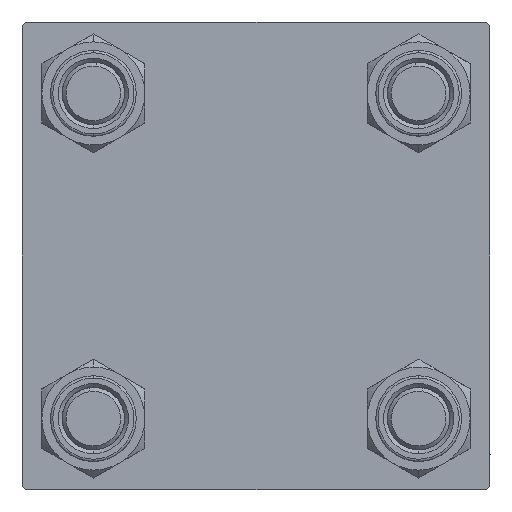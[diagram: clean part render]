
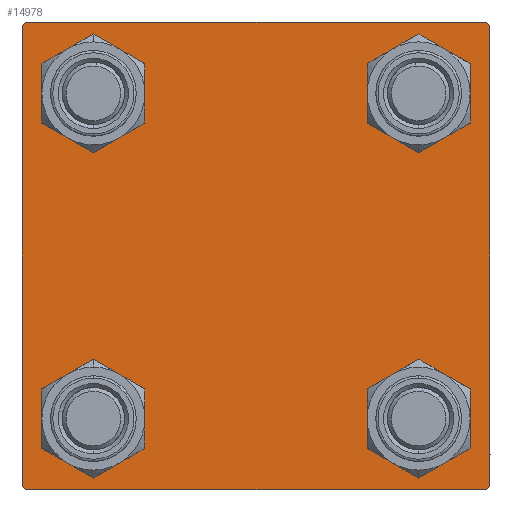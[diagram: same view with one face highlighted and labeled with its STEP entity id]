
A CAD part, left-side view. The second image highlights one B-rep face of the part: STEP entity #14978.
In plain terms, the highlighted planar face has unit normal (-1, 0, 0).
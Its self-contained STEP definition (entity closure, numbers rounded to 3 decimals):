
#377 = AXIS2_PLACEMENT_3D ( 'NONE', #37532, #34218, #14445 ) ;
#1414 = EDGE_LOOP ( 'NONE', ( #27362, #19089 ) ) ;
#1834 = EDGE_CURVE ( 'NONE', #11912, #5897, #46257, .T. ) ;
#2084 = VECTOR ( 'NONE', #6253, 1000. ) ;
#2155 = DIRECTION ( 'NONE',  ( 0., 0.707, 0.707 ) ) ;
#2404 = LINE ( 'NONE', #44313, #30077 ) ;
#2703 = DIRECTION ( 'NONE',  ( 1., 0., 0. ) ) ;
#2800 = EDGE_CURVE ( 'NONE', #11933, #34692, #2404, .T. ) ;
#2855 = DIRECTION ( 'NONE',  ( 0., 0., 1. ) ) ;
#2868 = CARTESIAN_POINT ( 'NONE',  ( 0., -20.85, 25.35 ) ) ;
#3872 = DIRECTION ( 'NONE',  ( 0., -0.707, 0.707 ) ) ;
#4394 = EDGE_CURVE ( 'NONE', #14911, #20452, #12289, .T. ) ;
#4669 = LINE ( 'NONE', #32581, #46809 ) ;
#4719 = ORIENTED_EDGE ( 'NONE', *, *, #37540, .T. ) ;
#4901 = ORIENTED_EDGE ( 'NONE', *, *, #32525, .T. ) ;
#5075 = AXIS2_PLACEMENT_3D ( 'NONE', #15669, #35181, #23263 ) ;
#5142 = ORIENTED_EDGE ( 'NONE', *, *, #27975, .T. ) ;
#5897 = VERTEX_POINT ( 'NONE', #30921 ) ;
#6253 = DIRECTION ( 'NONE',  ( 0., 0., -1. ) ) ;
#6412 = CIRCLE ( 'NONE', #19407, 4.5 ) ;
#6623 = VECTOR ( 'NONE', #3872, 1000. ) ;
#6877 = DIRECTION ( 'NONE',  ( 0., 0., 1. ) ) ;
#7111 = ORIENTED_EDGE ( 'NONE', *, *, #19341, .T. ) ;
#7205 = CARTESIAN_POINT ( 'NONE',  ( 0., 0., 0. ) ) ;
#7300 = VERTEX_POINT ( 'NONE', #35818 ) ;
#7419 = CARTESIAN_POINT ( 'NONE',  ( 0., -20.85, 20.85 ) ) ;
#8327 = CIRCLE ( 'NONE', #5075, 4.5 ) ;
#8551 = EDGE_CURVE ( 'NONE', #10797, #37380, #29024, .T. ) ;
#9298 = CIRCLE ( 'NONE', #377, 4.5 ) ;
#9565 = LINE ( 'NONE', #17699, #2084 ) ;
#10234 = EDGE_LOOP ( 'NONE', ( #31838, #40322 ) ) ;
#10420 = CARTESIAN_POINT ( 'NONE',  ( 0., 20.85, -25.35 ) ) ;
#10739 = CARTESIAN_POINT ( 'NONE',  ( 0., -20.85, -16.35 ) ) ;
#10771 = EDGE_CURVE ( 'NONE', #37380, #10797, #6412, .T. ) ;
#10797 = VERTEX_POINT ( 'NONE', #15564 ) ;
#11297 = EDGE_LOOP ( 'NONE', ( #4719, #5142 ) ) ;
#11304 = AXIS2_PLACEMENT_3D ( 'NONE', #7205, #30539, #18884 ) ;
#11899 = VERTEX_POINT ( 'NONE', #10739 ) ;
#11912 = VERTEX_POINT ( 'NONE', #2868 ) ;
#11933 = VERTEX_POINT ( 'NONE', #38654 ) ;
#12289 = CIRCLE ( 'NONE', #15531, 4.5 ) ;
#12516 = VERTEX_POINT ( 'NONE', #31476 ) ;
#12528 = ORIENTED_EDGE ( 'NONE', *, *, #2800, .T. ) ;
#12532 = DIRECTION ( 'NONE',  ( 0., -1., 0. ) ) ;
#13542 = LINE ( 'NONE', #44258, #44164 ) ;
#14001 = VERTEX_POINT ( 'NONE', #28307 ) ;
#14172 = ORIENTED_EDGE ( 'NONE', *, *, #46671, .F. ) ;
#14445 = DIRECTION ( 'NONE',  ( 0., 0., 1. ) ) ;
#14911 = VERTEX_POINT ( 'NONE', #29048 ) ;
#14978 = ADVANCED_FACE ( 'NONE', ( #38662, #30046, #38414, #50096, #41983 ), #49595, .T. ) ;
#15531 = AXIS2_PLACEMENT_3D ( 'NONE', #22116, #23117, #6877 ) ;
#15564 = CARTESIAN_POINT ( 'NONE',  ( 0., 20.85, 16.35 ) ) ;
#15669 = CARTESIAN_POINT ( 'NONE',  ( 0., -20.85, -20.85 ) ) ;
#16881 = DIRECTION ( 'NONE',  ( 0., -1., 0. ) ) ;
#17173 = EDGE_CURVE ( 'NONE', #5897, #11912, #50259, .T. ) ;
#17397 = EDGE_CURVE ( 'NONE', #12516, #36867, #31036, .T. ) ;
#17699 = CARTESIAN_POINT ( 'NONE',  ( 0., -30., 30. ) ) ;
#18884 = DIRECTION ( 'NONE',  ( 0., 0., 1. ) ) ;
#18961 = LINE ( 'NONE', #46117, #20340 ) ;
#19089 = ORIENTED_EDGE ( 'NONE', *, *, #17173, .T. ) ;
#19133 = CARTESIAN_POINT ( 'NONE',  ( 0., -29.75, -29.75 ) ) ;
#19341 = EDGE_CURVE ( 'NONE', #30443, #7300, #18961, .T. ) ;
#19407 = AXIS2_PLACEMENT_3D ( 'NONE', #33829, #49329, #2855 ) ;
#19461 = DIRECTION ( 'NONE',  ( 0., -0.707, -0.707 ) ) ;
#20340 = VECTOR ( 'NONE', #19461, 1000. ) ;
#20452 = VERTEX_POINT ( 'NONE', #10420 ) ;
#20484 = CARTESIAN_POINT ( 'NONE',  ( 0., 30., -29.5 ) ) ;
#20618 = ORIENTED_EDGE ( 'NONE', *, *, #17397, .T. ) ;
#20870 = EDGE_CURVE ( 'NONE', #20452, #14911, #34990, .T. ) ;
#21463 = EDGE_CURVE ( 'NONE', #32363, #14001, #50093, .T. ) ;
#21553 = CARTESIAN_POINT ( 'NONE',  ( 0., 20.85, 20.85 ) ) ;
#22116 = CARTESIAN_POINT ( 'NONE',  ( 0., 20.85, -20.85 ) ) ;
#22389 = CARTESIAN_POINT ( 'NONE',  ( 0., 20.85, 25.35 ) ) ;
#23117 = DIRECTION ( 'NONE',  ( 1., 0., 0. ) ) ;
#23263 = DIRECTION ( 'NONE',  ( 0., 0., 1. ) ) ;
#23345 = AXIS2_PLACEMENT_3D ( 'NONE', #21553, #49204, #30158 ) ;
#23904 = VERTEX_POINT ( 'NONE', #31105 ) ;
#24340 = CARTESIAN_POINT ( 'NONE',  ( 0., -29.5, 30. ) ) ;
#25053 = CARTESIAN_POINT ( 'NONE',  ( 0., 30., 30. ) ) ;
#26199 = DIRECTION ( 'NONE',  ( 1., 0., 0. ) ) ;
#27362 = ORIENTED_EDGE ( 'NONE', *, *, #1834, .T. ) ;
#27975 = EDGE_CURVE ( 'NONE', #23904, #11899, #8327, .T. ) ;
#28307 = CARTESIAN_POINT ( 'NONE',  ( 0., -30., -29.5 ) ) ;
#29024 = CIRCLE ( 'NONE', #23345, 4.5 ) ;
#29048 = CARTESIAN_POINT ( 'NONE',  ( 0., 20.85, -16.35 ) ) ;
#29432 = CARTESIAN_POINT ( 'NONE',  ( 0., 30., 29.5 ) ) ;
#30046 = FACE_BOUND ( 'NONE', #11297, .T. ) ;
#30077 = VECTOR ( 'NONE', #2155, 1000. ) ;
#30158 = DIRECTION ( 'NONE',  ( 0., 0., 1. ) ) ;
#30443 = VERTEX_POINT ( 'NONE', #20484 ) ;
#30539 = DIRECTION ( 'NONE',  ( -1., 0., 0. ) ) ;
#30558 = VECTOR ( 'NONE', #44344, 1000. ) ;
#30789 = CARTESIAN_POINT ( 'NONE',  ( 0., 29.75, 29.75 ) ) ;
#30921 = CARTESIAN_POINT ( 'NONE',  ( 0., -20.85, 16.35 ) ) ;
#31036 = LINE ( 'NONE', #30789, #40519 ) ;
#31105 = CARTESIAN_POINT ( 'NONE',  ( 0., -20.85, -25.35 ) ) ;
#31401 = DIRECTION ( 'NONE',  ( 0., 0., 1. ) ) ;
#31476 = CARTESIAN_POINT ( 'NONE',  ( 0., 29.5, 30. ) ) ;
#31838 = ORIENTED_EDGE ( 'NONE', *, *, #10771, .T. ) ;
#32363 = VERTEX_POINT ( 'NONE', #34879 ) ;
#32437 = ORIENTED_EDGE ( 'NONE', *, *, #38933, .F. ) ;
#32525 = EDGE_CURVE ( 'NONE', #7300, #32363, #13542, .T. ) ;
#32581 = CARTESIAN_POINT ( 'NONE',  ( 0., 30., 30. ) ) ;
#33155 = LINE ( 'NONE', #25053, #30558 ) ;
#33674 = CARTESIAN_POINT ( 'NONE',  ( 0., -20.85, 20.85 ) ) ;
#33829 = CARTESIAN_POINT ( 'NONE',  ( 0., 20.85, 20.85 ) ) ;
#34218 = DIRECTION ( 'NONE',  ( 1., 0., 0. ) ) ;
#34358 = ORIENTED_EDGE ( 'NONE', *, *, #21463, .T. ) ;
#34422 = DIRECTION ( 'NONE',  ( 0., 0., 1. ) ) ;
#34692 = VERTEX_POINT ( 'NONE', #24340 ) ;
#34879 = CARTESIAN_POINT ( 'NONE',  ( 0., -29.5, -30. ) ) ;
#34990 = CIRCLE ( 'NONE', #38222, 4.5 ) ;
#35181 = DIRECTION ( 'NONE',  ( 1., 0., 0. ) ) ;
#35818 = CARTESIAN_POINT ( 'NONE',  ( 0., 29.5, -30. ) ) ;
#35850 = ORIENTED_EDGE ( 'NONE', *, *, #4394, .T. ) ;
#36867 = VERTEX_POINT ( 'NONE', #29432 ) ;
#37380 = VERTEX_POINT ( 'NONE', #22389 ) ;
#37532 = CARTESIAN_POINT ( 'NONE',  ( 0., -20.85, -20.85 ) ) ;
#37540 = EDGE_CURVE ( 'NONE', #11899, #23904, #9298, .T. ) ;
#38207 = ORIENTED_EDGE ( 'NONE', *, *, #20870, .T. ) ;
#38222 = AXIS2_PLACEMENT_3D ( 'NONE', #46156, #50207, #31401 ) ;
#38414 = FACE_BOUND ( 'NONE', #49596, .T. ) ;
#38654 = CARTESIAN_POINT ( 'NONE',  ( 0., -30., 29.5 ) ) ;
#38662 = FACE_BOUND ( 'NONE', #1414, .T. ) ;
#38933 = EDGE_CURVE ( 'NONE', #11933, #14001, #9565, .T. ) ;
#38961 = AXIS2_PLACEMENT_3D ( 'NONE', #33674, #2703, #34422 ) ;
#40322 = ORIENTED_EDGE ( 'NONE', *, *, #8551, .T. ) ;
#40519 = VECTOR ( 'NONE', #47293, 1000. ) ;
#41983 = FACE_OUTER_BOUND ( 'NONE', #42563, .T. ) ;
#42441 = DIRECTION ( 'NONE',  ( 0., 0., 1. ) ) ;
#42563 = EDGE_LOOP ( 'NONE', ( #46453, #7111, #4901, #34358, #32437, #12528, #14172, #20618 ) ) ;
#44164 = VECTOR ( 'NONE', #12532, 1000. ) ;
#44258 = CARTESIAN_POINT ( 'NONE',  ( 0., 30., -30. ) ) ;
#44313 = CARTESIAN_POINT ( 'NONE',  ( 0., -29.75, 29.75 ) ) ;
#44344 = DIRECTION ( 'NONE',  ( 0., 0., -1. ) ) ;
#46117 = CARTESIAN_POINT ( 'NONE',  ( 0., 29.75, -29.75 ) ) ;
#46156 = CARTESIAN_POINT ( 'NONE',  ( 0., 20.85, -20.85 ) ) ;
#46257 = CIRCLE ( 'NONE', #38961, 4.5 ) ;
#46453 = ORIENTED_EDGE ( 'NONE', *, *, #47188, .T. ) ;
#46671 = EDGE_CURVE ( 'NONE', #12516, #34692, #4669, .T. ) ;
#46809 = VECTOR ( 'NONE', #16881, 1000. ) ;
#47188 = EDGE_CURVE ( 'NONE', #36867, #30443, #33155, .T. ) ;
#47293 = DIRECTION ( 'NONE',  ( 0., 0.707, -0.707 ) ) ;
#47805 = AXIS2_PLACEMENT_3D ( 'NONE', #7419, #26199, #42441 ) ;
#49204 = DIRECTION ( 'NONE',  ( 1., 0., 0. ) ) ;
#49329 = DIRECTION ( 'NONE',  ( 1., 0., 0. ) ) ;
#49595 = PLANE ( 'NONE',  #11304 ) ;
#49596 = EDGE_LOOP ( 'NONE', ( #35850, #38207 ) ) ;
#50093 = LINE ( 'NONE', #19133, #6623 ) ;
#50096 = FACE_BOUND ( 'NONE', #10234, .T. ) ;
#50207 = DIRECTION ( 'NONE',  ( 1., 0., 0. ) ) ;
#50259 = CIRCLE ( 'NONE', #47805, 4.5 ) ;
